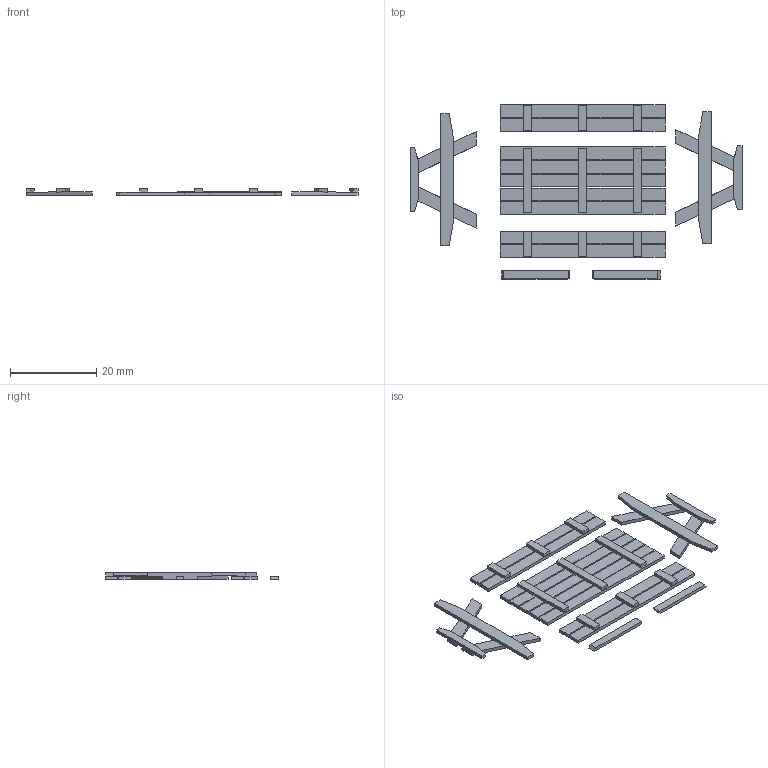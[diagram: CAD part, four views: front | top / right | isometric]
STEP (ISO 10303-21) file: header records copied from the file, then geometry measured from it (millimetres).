
FILE_DESCRIPTION(/* description */ (''),/* implementation_level */ '2;1');
FILE_NAME(/* name */ 'scale picnic table 1',/* time_stamp */ '2025-05-09T17:21:37-04:00',/* author */ (''),/* organization */ (''),/* preprocessor_version */ 'ST-DEVELOPER v19.2',/* originating_system */ 'Rhino 8.18',/* authorisation */ '');
FILE_SCHEMA (('CONFIG_CONTROL_DESIGN'));
Length unit declared in the file: inch
Products named in the file (1): Document
Bounding box: 76.84 x 40.27 x 1.59 mm (x, y, z)
Volume: 1282 mm3; surface area: 3906.5 mm2
Topology: 7 solids, 7 shells, 204 faces, 558 edges, 340 vertices
Faces by surface type: plane 204
Entity records: 5556 total; most frequent: CARTESIAN_POINT 1660, ORIENTED_EDGE 1116, EDGE_CURVE 558, B_SPLINE_CURVE_WITH_KNOTS 558, VERTEX_POINT 340, DIRECTION 206, ADVANCED_FACE 204, FACE_OUTER_BOUND 204
